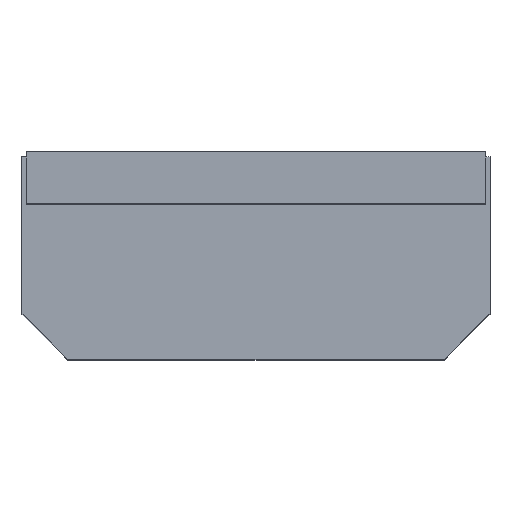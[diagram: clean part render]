
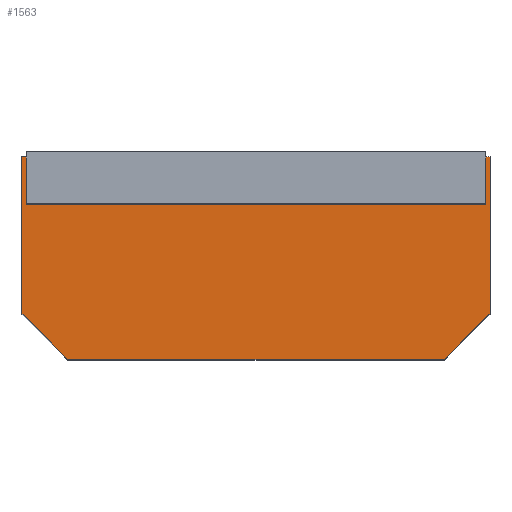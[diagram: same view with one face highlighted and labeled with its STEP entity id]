
A CAD part, top view. The second image highlights one B-rep face of the part: STEP entity #1563.
In plain terms, the highlighted planar face has unit normal (0, 0, 1).
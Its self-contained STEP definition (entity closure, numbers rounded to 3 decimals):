
#1290=CARTESIAN_POINT('',(6.868,-2.324,9.906));
#1289=VERTEX_POINT('',#1290);
#1300=CARTESIAN_POINT('',(-1.585,-2.324,9.906));
#1299=VERTEX_POINT('',#1300);
#1298=EDGE_CURVE('',#1299,#1289,#1303,.T.);
#1303=LINE('',#1300,#1305);
#1305=VECTOR('',#1306,8.453);
#1306=DIRECTION('',(1.0,0.0,0.0));
#1339=CARTESIAN_POINT('',(7.899,-1.293,9.906));
#1338=VERTEX_POINT('',#1339);
#1347=EDGE_CURVE('',#1289,#1338,#1352,.T.);
#1352=LINE('',#1290,#1354);
#1354=VECTOR('',#1355,1.458);
#1355=DIRECTION('',(0.707,0.707,0.0));
#1388=CARTESIAN_POINT('',(7.899,2.222,9.906));
#1387=VERTEX_POINT('',#1388);
#1396=EDGE_CURVE('',#1338,#1387,#1401,.T.);
#1401=LINE('',#1339,#1403);
#1403=VECTOR('',#1404,3.515);
#1404=DIRECTION('',(0.0,1.0,0.0));
#1437=CARTESIAN_POINT('',(-2.616,2.223,9.906));
#1436=VERTEX_POINT('',#1437);
#1445=EDGE_CURVE('',#1387,#1436,#1450,.T.);
#1450=LINE('',#1388,#1452);
#1452=VECTOR('',#1453,10.516);
#1453=DIRECTION('',(-1.0,0.0,0.0));
#1486=CARTESIAN_POINT('',(-2.616,-1.293,9.906));
#1485=VERTEX_POINT('',#1486);
#1494=EDGE_CURVE('',#1436,#1485,#1499,.T.);
#1499=LINE('',#1437,#1501);
#1501=VECTOR('',#1502,3.515);
#1502=DIRECTION('',(0.0,-1.0,0.0));
#1543=EDGE_CURVE('',#1485,#1299,#1548,.T.);
#1548=LINE('',#1486,#1550);
#1550=VECTOR('',#1551,1.458);
#1551=DIRECTION('',(0.707,-0.707,0.0));
#1563=ADVANCED_FACE('',(#1569),#1564,.T.);
#1564=PLANE('',#1565);
#1565=AXIS2_PLACEMENT_3D('',#1566,#1567,#1568);
#1566=CARTESIAN_POINT('',(7.899,2.222,9.906));
#1567=DIRECTION('',(0.0,0.0,1.0));
#1568=DIRECTION('',(0.,1.,0.));
#1569=FACE_OUTER_BOUND('',#1570,.T.);
#1570=EDGE_LOOP('',(#1571,#1581,#1591,#1601,#1611,#1621));
#1571=ORIENTED_EDGE('',*,*,#1445,.T.);
#1581=ORIENTED_EDGE('',*,*,#1494,.T.);
#1591=ORIENTED_EDGE('',*,*,#1543,.T.);
#1601=ORIENTED_EDGE('',*,*,#1298,.T.);
#1611=ORIENTED_EDGE('',*,*,#1347,.T.);
#1621=ORIENTED_EDGE('',*,*,#1396,.T.);
